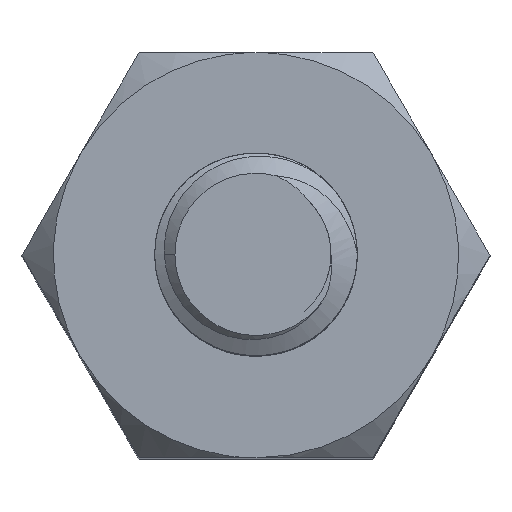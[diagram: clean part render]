
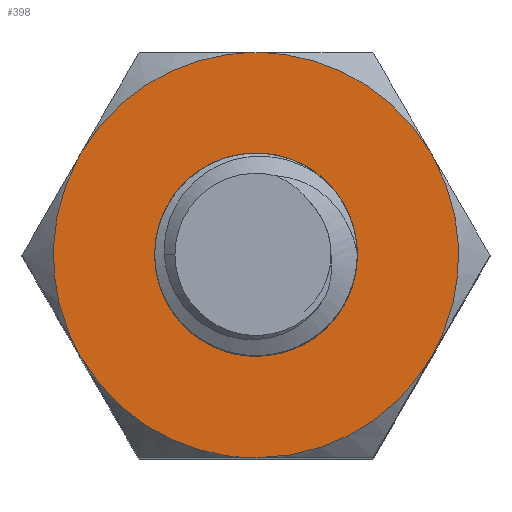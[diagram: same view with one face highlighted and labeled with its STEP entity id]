
A CAD part, top view. The second image highlights one B-rep face of the part: STEP entity #398.
In plain terms, the highlighted planar face has unit normal (0, 0, 1).
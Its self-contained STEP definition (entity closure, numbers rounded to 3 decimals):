
#12=FACE_BOUND('',#666,.T.);
#21=(
BOUNDED_CURVE()
B_SPLINE_CURVE(2,(#7860,#7861,#7862),.UNSPECIFIED.,.F.,.F.)
B_SPLINE_CURVE_WITH_KNOTS((3,3),(0.,2.094),.UNSPECIFIED.)
CURVE()
GEOMETRIC_REPRESENTATION_ITEM()
RATIONAL_B_SPLINE_CURVE((1.,0.866,1.))
REPRESENTATION_ITEM('')
);
#22=(
BOUNDED_CURVE()
B_SPLINE_CURVE(2,(#7893,#7894,#7895,#7896,#7897,#7898,#7899,#7900,#7901),
 .UNSPECIFIED.,.T.,.F.)
B_SPLINE_CURVE_WITH_KNOTS((3,2,2,2,3),(-5.341,-4.006,
-2.67,-1.335,0.),.UNSPECIFIED.)
CURVE()
GEOMETRIC_REPRESENTATION_ITEM()
RATIONAL_B_SPLINE_CURVE((1.,0.707,1.,0.707,1.,0.707,
1.,0.707,1.))
REPRESENTATION_ITEM('')
);
#32=(
BOUNDED_CURVE()
B_SPLINE_CURVE(2,(#8035,#8036,#8037),.UNSPECIFIED.,.F.,.F.)
B_SPLINE_CURVE_WITH_KNOTS((3,3),(-2.094,0.),.UNSPECIFIED.)
CURVE()
GEOMETRIC_REPRESENTATION_ITEM()
RATIONAL_B_SPLINE_CURVE((1.,0.866,1.))
REPRESENTATION_ITEM('')
);
#33=(
BOUNDED_CURVE()
B_SPLINE_CURVE(2,(#8038,#8039,#8040),.UNSPECIFIED.,.F.,.F.)
B_SPLINE_CURVE_WITH_KNOTS((3,3),(0.,2.094),.UNSPECIFIED.)
CURVE()
GEOMETRIC_REPRESENTATION_ITEM()
RATIONAL_B_SPLINE_CURVE((1.,0.866,1.))
REPRESENTATION_ITEM('')
);
#34=(
BOUNDED_CURVE()
B_SPLINE_CURVE(2,(#8041,#8042,#8043),.UNSPECIFIED.,.F.,.F.)
B_SPLINE_CURVE_WITH_KNOTS((3,3),(-2.094,0.),.UNSPECIFIED.)
CURVE()
GEOMETRIC_REPRESENTATION_ITEM()
RATIONAL_B_SPLINE_CURVE((1.,0.866,1.))
REPRESENTATION_ITEM('')
);
#35=(
BOUNDED_CURVE()
B_SPLINE_CURVE(2,(#8044,#8045,#8046),.UNSPECIFIED.,.F.,.F.)
B_SPLINE_CURVE_WITH_KNOTS((3,3),(-2.094,0.),.UNSPECIFIED.)
CURVE()
GEOMETRIC_REPRESENTATION_ITEM()
RATIONAL_B_SPLINE_CURVE((1.,0.866,1.))
REPRESENTATION_ITEM('')
);
#36=(
BOUNDED_CURVE()
B_SPLINE_CURVE(2,(#8047,#8048,#8049),.UNSPECIFIED.,.F.,.F.)
B_SPLINE_CURVE_WITH_KNOTS((3,3),(-2.094,0.),.UNSPECIFIED.)
CURVE()
GEOMETRIC_REPRESENTATION_ITEM()
RATIONAL_B_SPLINE_CURVE((1.,0.866,1.))
REPRESENTATION_ITEM('')
);
#398=ADVANCED_FACE('',(#531,#12),#2390,.T.);
#531=FACE_OUTER_BOUND('',#665,.T.);
#665=EDGE_LOOP('',(#866,#867,#868,#869,#870,#871));
#666=EDGE_LOOP('',(#872));
#866=ORIENTED_EDGE('',*,*,#1606,.T.);
#867=ORIENTED_EDGE('',*,*,#1607,.T.);
#868=ORIENTED_EDGE('',*,*,#1573,.F.);
#869=ORIENTED_EDGE('',*,*,#1603,.T.);
#870=ORIENTED_EDGE('',*,*,#1604,.F.);
#871=ORIENTED_EDGE('',*,*,#1605,.T.);
#872=ORIENTED_EDGE('',*,*,#1579,.T.);
#1573=EDGE_CURVE('',#2146,#2144,#21,.T.);
#1579=EDGE_CURVE('',#2151,#2151,#22,.T.);
#1603=EDGE_CURVE('',#2146,#2156,#32,.T.);
#1604=EDGE_CURVE('',#2147,#2156,#33,.T.);
#1605=EDGE_CURVE('',#2147,#2159,#34,.T.);
#1606=EDGE_CURVE('',#2159,#2158,#35,.T.);
#1607=EDGE_CURVE('',#2158,#2144,#36,.T.);
#2144=VERTEX_POINT('',#7565);
#2146=VERTEX_POINT('',#7567);
#2147=VERTEX_POINT('',#7568);
#2151=VERTEX_POINT('',#7572);
#2156=VERTEX_POINT('',#7577);
#2158=VERTEX_POINT('',#7579);
#2159=VERTEX_POINT('',#7580);
#2390=PLANE('',#2421);
#2421=AXIS2_PLACEMENT_3D('',#2891,#2435,$);
#2435=DIRECTION('',(0.,0.,1.));
#2891=CARTESIAN_POINT('',(-2.783,37.588,9.));
#7565=CARTESIAN_POINT('',(1.732,39.,9.));
#7567=CARTESIAN_POINT('',(1.732,41.,9.));
#7568=CARTESIAN_POINT('',(-1.732,41.,9.));
#7572=CARTESIAN_POINT('',(0.85,40.,9.));
#7577=CARTESIAN_POINT('',(0.,42.,9.));
#7579=CARTESIAN_POINT('',(0.,38.,9.));
#7580=CARTESIAN_POINT('',(-1.732,39.,9.));
#7860=CARTESIAN_POINT('',(1.732,41.,9.));
#7861=CARTESIAN_POINT('',(2.309,40.,9.));
#7862=CARTESIAN_POINT('',(1.732,39.,9.));
#7893=CARTESIAN_POINT('',(0.85,40.,9.));
#7894=CARTESIAN_POINT('',(0.85,39.15,9.));
#7895=CARTESIAN_POINT('',(0.,39.15,9.));
#7896=CARTESIAN_POINT('',(-0.85,39.15,9.));
#7897=CARTESIAN_POINT('',(-0.85,40.,9.));
#7898=CARTESIAN_POINT('',(-0.85,40.85,9.));
#7899=CARTESIAN_POINT('',(0.,40.85,9.));
#7900=CARTESIAN_POINT('',(0.85,40.85,9.));
#7901=CARTESIAN_POINT('',(0.85,40.,9.));
#8035=CARTESIAN_POINT('',(1.732,41.,9.));
#8036=CARTESIAN_POINT('',(1.155,42.,9.));
#8037=CARTESIAN_POINT('',(0.,42.,9.));
#8038=CARTESIAN_POINT('',(-1.732,41.,9.));
#8039=CARTESIAN_POINT('',(-1.155,42.,9.));
#8040=CARTESIAN_POINT('',(0.,42.,9.));
#8041=CARTESIAN_POINT('',(-1.732,41.,9.));
#8042=CARTESIAN_POINT('',(-2.309,40.,9.));
#8043=CARTESIAN_POINT('',(-1.732,39.,9.));
#8044=CARTESIAN_POINT('',(-1.732,39.,9.));
#8045=CARTESIAN_POINT('',(-1.155,38.,9.));
#8046=CARTESIAN_POINT('',(0.,38.,9.));
#8047=CARTESIAN_POINT('',(0.,38.,9.));
#8048=CARTESIAN_POINT('',(1.155,38.,9.));
#8049=CARTESIAN_POINT('',(1.732,39.,9.));
